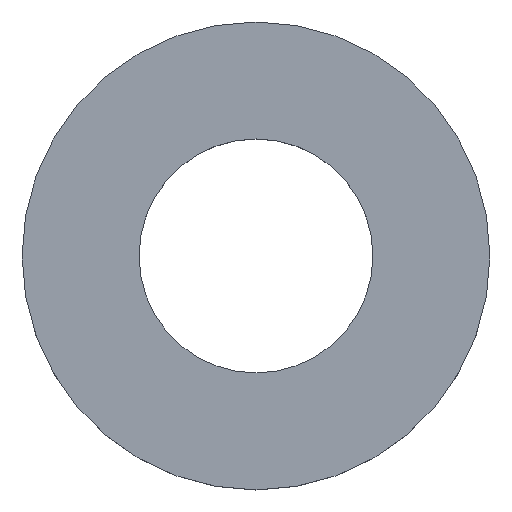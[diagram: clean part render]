
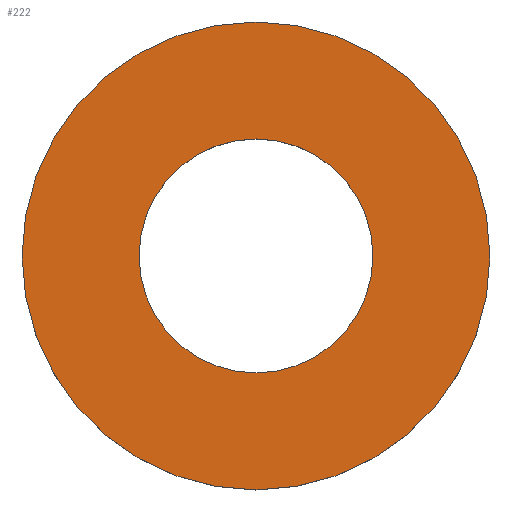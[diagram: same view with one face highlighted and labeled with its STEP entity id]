
A CAD part, top view. The second image highlights one B-rep face of the part: STEP entity #222.
In plain terms, the highlighted planar face has unit normal (0, 0, 1).
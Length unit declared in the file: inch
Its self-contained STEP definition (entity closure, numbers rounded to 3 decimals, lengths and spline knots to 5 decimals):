
#9 = DIRECTION ( 'NONE',  ( 1., 0., 0. ) ) ;
#10 = DIRECTION ( 'NONE',  ( 0., 0., 1. ) ) ;
#14 = CARTESIAN_POINT ( 'NONE',  ( 0., 0., 0.5 ) ) ;
#15 = DIRECTION ( 'NONE',  ( 1., 0., 0. ) ) ;
#16 = DIRECTION ( 'NONE',  ( 0., 0., 1. ) ) ;
#20 = CARTESIAN_POINT ( 'NONE',  ( 0., 0., 0.5 ) ) ;
#21 = DIRECTION ( 'NONE',  ( 1., 0., 0. ) ) ;
#22 = DIRECTION ( 'NONE',  ( 0., 0., 1. ) ) ;
#23 = CARTESIAN_POINT ( 'NONE',  ( 0., 0., 0.5 ) ) ;
#42 = DIRECTION ( 'NONE',  ( 1., 0., 0. ) ) ;
#43 = DIRECTION ( 'NONE',  ( 0., 0., 1. ) ) ;
#44 = CARTESIAN_POINT ( 'NONE',  ( 0., 0., 0.5 ) ) ;
#55 = CARTESIAN_POINT ( 'NONE',  ( 2., 0., 0.5 ) ) ;
#57 = CARTESIAN_POINT ( 'NONE',  ( 1., 0., 0.5 ) ) ;
#58 = CARTESIAN_POINT ( 'NONE',  ( -1., 0., 0.5 ) ) ;
#62 = CARTESIAN_POINT ( 'NONE',  ( -2., 0., 0.5 ) ) ;
#63 = VERTEX_POINT ( 'NONE', #62 ) ;
#67 = VERTEX_POINT ( 'NONE', #58 ) ;
#68 = VERTEX_POINT ( 'NONE', #57 ) ;
#70 = VERTEX_POINT ( 'NONE', #55 ) ;
#72 = ORIENTED_EDGE ( 'NONE', *, *, #115, .T. ) ;
#82 = ORIENTED_EDGE ( 'NONE', *, *, #213, .F. ) ;
#86 = ORIENTED_EDGE ( 'NONE', *, *, #217, .F. ) ;
#90 = ORIENTED_EDGE ( 'NONE', *, *, #215, .T. ) ;
#98 = EDGE_LOOP ( 'NONE', ( #90, #72 ) ) ;
#101 = EDGE_LOOP ( 'NONE', ( #82, #86 ) ) ;
#115 = EDGE_CURVE ( 'NONE', #70, #63, #208, .T. ) ;
#126 = AXIS2_PLACEMENT_3D ( 'NONE', #23, #22, #21 ) ;
#127 = AXIS2_PLACEMENT_3D ( 'NONE', #20, #16, #15 ) ;
#138 = FACE_BOUND ( 'NONE', #101, .T. ) ;
#140 = FACE_OUTER_BOUND ( 'NONE', #98, .T. ) ;
#143 = AXIS2_PLACEMENT_3D ( 'NONE', #189, #188, #186 ) ;
#152 = AXIS2_PLACEMENT_3D ( 'NONE', #44, #43, #42 ) ;
#160 = AXIS2_PLACEMENT_3D ( 'NONE', #14, #10, #9 ) ;
#186 = DIRECTION ( 'NONE',  ( 1., 0., 0. ) ) ;
#188 = DIRECTION ( 'NONE',  ( 0., 0., 1. ) ) ;
#189 = CARTESIAN_POINT ( 'NONE',  ( 0., 0., 0.5 ) ) ;
#190 = PLANE ( 'NONE',  #143 ) ;
#198 = CIRCLE ( 'NONE', #127, 2. ) ;
#199 = CIRCLE ( 'NONE', #160, 1. ) ;
#208 = CIRCLE ( 'NONE', #152, 2. ) ;
#209 = CIRCLE ( 'NONE', #126, 1. ) ;
#213 = EDGE_CURVE ( 'NONE', #67, #68, #209, .T. ) ;
#215 = EDGE_CURVE ( 'NONE', #63, #70, #198, .T. ) ;
#217 = EDGE_CURVE ( 'NONE', #68, #67, #199, .T. ) ;
#222 = ADVANCED_FACE ( 'NONE', ( #140, #138 ), #190, .T. ) ;
